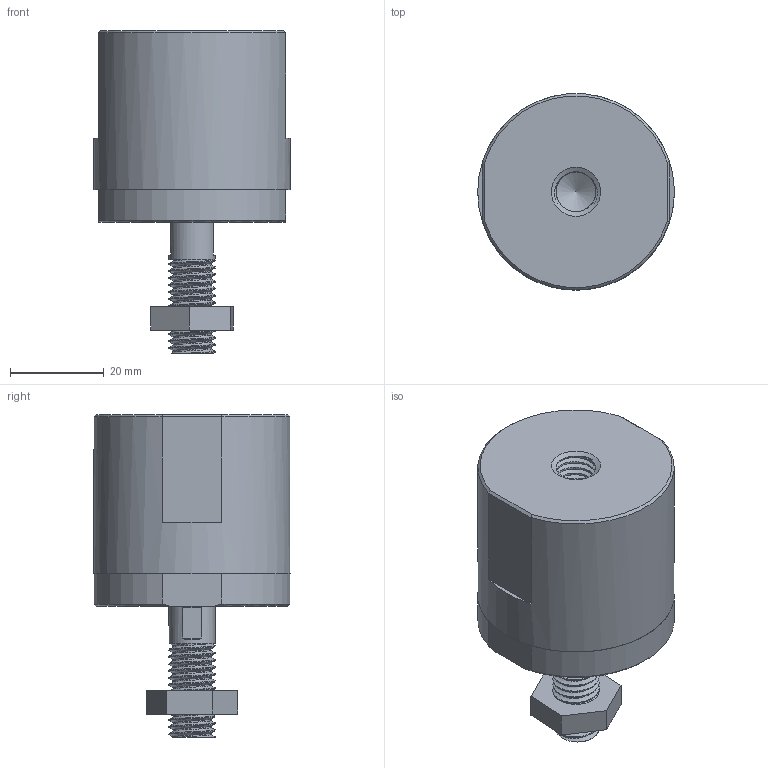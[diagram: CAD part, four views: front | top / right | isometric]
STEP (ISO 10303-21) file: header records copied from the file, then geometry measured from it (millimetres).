
FILE_DESCRIPTION(/* description */ (''),/* implementation_level */ '2;1');
FILE_NAME(/* name */ '10040 M10x1,25 Floatmatic.step',/* time_stamp */ '2020-08-02T08:09:45+02:00',/* author */ (''),/* organization */ (''),/* preprocessor_version */ 'ST-DEVELOPER v18.1',/* originating_system */ 'Autodesk Translation Framework v9.3.0.1241',/* authorisation */ '');
FILE_SCHEMA (('AUTOMOTIVE_DESIGN { 1 0 10303 214 3 1 1 }'));
Length unit declared in the file: millimetre
Products named in the file (7): 10040; 10041; 10029 ; 10028 ; 10027; 10043; M10 DIN439
Assembly tree (6 placements, depth 2):
  10040
    10041
    10029 
    10028 
    10027
    10043
    M10 DIN439
Bounding box: 42 x 42 x 69 mm (x, y, z)
Volume: 51896.1 mm3; surface area: 22221.2 mm2
Topology: 6 solids, 6 shells, 155 faces, 403 edges, 265 vertices
Faces by surface type: cylinder 95, plane 40, bspline 8, torus 6, cone 6
Full cylindrical faces by diameter (mm): 8.141 x13, 8.526 x12, 9.85 x13, 10 x1, 10.198 x12, 10.5 x1, 20 x1, 24 x2, 34 x1, 36 x1, 36.132 x4, 36.526 x5, 37.85 x3, 38.208 x5, 42 x1
Entity records: 14568 total; most frequent: CARTESIAN_POINT 10882, ORIENTED_EDGE 804, DIRECTION 602, EDGE_CURVE 402, VERTEX_POINT 265, AXIS2_PLACEMENT_3D 234, B_SPLINE_CURVE_WITH_KNOTS 190, EDGE_LOOP 167
